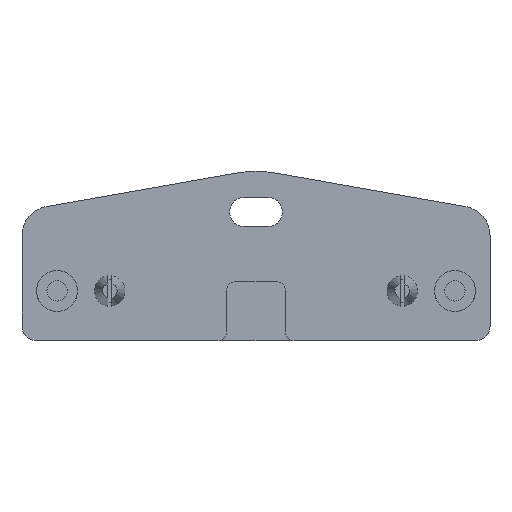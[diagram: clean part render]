
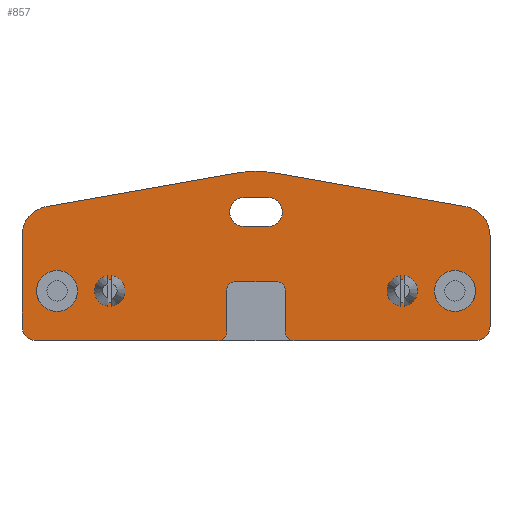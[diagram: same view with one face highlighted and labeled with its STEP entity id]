
A CAD part, top view. The second image highlights one B-rep face of the part: STEP entity #857.
In plain terms, the highlighted planar face has unit normal (0, 0, 1).
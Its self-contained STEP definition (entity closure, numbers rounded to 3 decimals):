
#27=FACE_BOUND('',#133,.T.);
#28=FACE_BOUND('',#134,.T.);
#29=FACE_BOUND('',#135,.T.);
#30=FACE_BOUND('',#136,.T.);
#31=FACE_BOUND('',#137,.T.);
#45=PLANE('',#919);
#80=FACE_OUTER_BOUND('',#132,.T.);
#132=EDGE_LOOP('',(#620,#621,#622,#623,#624,#625,#626,#627,#628,#629,#630,
#631,#632,#633,#634,#635,#636,#637));
#133=EDGE_LOOP('',(#638,#639,#640,#641));
#134=EDGE_LOOP('',(#642));
#135=EDGE_LOOP('',(#643));
#136=EDGE_LOOP('',(#644));
#137=EDGE_LOOP('',(#645));
#192=LINE('',#1285,#260);
#196=LINE('',#1297,#264);
#200=LINE('',#1309,#268);
#205=LINE('',#1323,#273);
#206=LINE('',#1327,#274);
#207=LINE('',#1331,#275);
#208=LINE('',#1335,#276);
#209=LINE('',#1339,#277);
#210=LINE('',#1342,#278);
#211=LINE('',#1345,#279);
#212=LINE('',#1349,#280);
#260=VECTOR('',#1015,10.);
#264=VECTOR('',#1027,10.);
#268=VECTOR('',#1039,10.);
#273=VECTOR('',#1054,10.);
#274=VECTOR('',#1057,10.);
#275=VECTOR('',#1060,10.);
#276=VECTOR('',#1063,10.);
#277=VECTOR('',#1066,10.);
#278=VECTOR('',#1069,10.);
#279=VECTOR('',#1070,10.);
#280=VECTOR('',#1073,10.);
#326=CIRCLE('',#904,1.5);
#328=CIRCLE('',#908,1.5);
#330=CIRCLE('',#912,1.5);
#332=CIRCLE('',#916,1.5);
#334=CIRCLE('',#920,2.5);
#335=CIRCLE('',#921,5.);
#336=CIRCLE('',#922,16.114);
#337=CIRCLE('',#923,5.);
#338=CIRCLE('',#924,2.5);
#339=CIRCLE('',#925,2.5);
#340=CIRCLE('',#926,2.5);
#341=CIRCLE('',#927,3.5);
#342=CIRCLE('',#928,3.5);
#343=CIRCLE('',#929,2.);
#344=CIRCLE('',#930,2.);
#374=VERTEX_POINT('',#1275);
#375=VERTEX_POINT('',#1276);
#378=VERTEX_POINT('',#1284);
#380=VERTEX_POINT('',#1290);
#382=VERTEX_POINT('',#1296);
#384=VERTEX_POINT('',#1302);
#386=VERTEX_POINT('',#1308);
#388=VERTEX_POINT('',#1314);
#390=VERTEX_POINT('',#1322);
#391=VERTEX_POINT('',#1324);
#392=VERTEX_POINT('',#1326);
#393=VERTEX_POINT('',#1328);
#394=VERTEX_POINT('',#1330);
#395=VERTEX_POINT('',#1332);
#396=VERTEX_POINT('',#1334);
#397=VERTEX_POINT('',#1336);
#398=VERTEX_POINT('',#1338);
#399=VERTEX_POINT('',#1340);
#400=VERTEX_POINT('',#1343);
#401=VERTEX_POINT('',#1344);
#402=VERTEX_POINT('',#1346);
#403=VERTEX_POINT('',#1348);
#404=VERTEX_POINT('',#1351);
#405=VERTEX_POINT('',#1353);
#406=VERTEX_POINT('',#1355);
#407=VERTEX_POINT('',#1357);
#460=EDGE_CURVE('',#374,#375,#326,.T.);
#464=EDGE_CURVE('',#378,#374,#192,.T.);
#467=EDGE_CURVE('',#380,#378,#328,.T.);
#470=EDGE_CURVE('',#382,#380,#196,.T.);
#473=EDGE_CURVE('',#384,#382,#330,.T.);
#476=EDGE_CURVE('',#386,#384,#200,.T.);
#479=EDGE_CURVE('',#388,#386,#332,.T.);
#483=EDGE_CURVE('',#375,#390,#205,.T.);
#484=EDGE_CURVE('',#390,#391,#334,.T.);
#485=EDGE_CURVE('',#391,#392,#206,.T.);
#486=EDGE_CURVE('',#392,#393,#335,.T.);
#487=EDGE_CURVE('',#393,#394,#207,.T.);
#488=EDGE_CURVE('',#394,#395,#336,.T.);
#489=EDGE_CURVE('',#395,#396,#208,.T.);
#490=EDGE_CURVE('',#396,#397,#337,.T.);
#491=EDGE_CURVE('',#397,#398,#209,.T.);
#492=EDGE_CURVE('',#398,#399,#338,.T.);
#493=EDGE_CURVE('',#399,#388,#210,.T.);
#494=EDGE_CURVE('',#400,#401,#211,.T.);
#495=EDGE_CURVE('',#401,#402,#339,.T.);
#496=EDGE_CURVE('',#402,#403,#212,.T.);
#497=EDGE_CURVE('',#403,#400,#340,.T.);
#498=EDGE_CURVE('',#404,#404,#341,.T.);
#499=EDGE_CURVE('',#405,#405,#342,.T.);
#500=EDGE_CURVE('',#406,#406,#343,.T.);
#501=EDGE_CURVE('',#407,#407,#344,.T.);
#620=ORIENTED_EDGE('',*,*,#479,.T.);
#621=ORIENTED_EDGE('',*,*,#476,.T.);
#622=ORIENTED_EDGE('',*,*,#473,.T.);
#623=ORIENTED_EDGE('',*,*,#470,.T.);
#624=ORIENTED_EDGE('',*,*,#467,.T.);
#625=ORIENTED_EDGE('',*,*,#464,.T.);
#626=ORIENTED_EDGE('',*,*,#460,.T.);
#627=ORIENTED_EDGE('',*,*,#483,.T.);
#628=ORIENTED_EDGE('',*,*,#484,.T.);
#629=ORIENTED_EDGE('',*,*,#485,.T.);
#630=ORIENTED_EDGE('',*,*,#486,.T.);
#631=ORIENTED_EDGE('',*,*,#487,.T.);
#632=ORIENTED_EDGE('',*,*,#488,.T.);
#633=ORIENTED_EDGE('',*,*,#489,.T.);
#634=ORIENTED_EDGE('',*,*,#490,.T.);
#635=ORIENTED_EDGE('',*,*,#491,.T.);
#636=ORIENTED_EDGE('',*,*,#492,.T.);
#637=ORIENTED_EDGE('',*,*,#493,.T.);
#638=ORIENTED_EDGE('',*,*,#494,.T.);
#639=ORIENTED_EDGE('',*,*,#495,.T.);
#640=ORIENTED_EDGE('',*,*,#496,.T.);
#641=ORIENTED_EDGE('',*,*,#497,.T.);
#642=ORIENTED_EDGE('',*,*,#498,.T.);
#643=ORIENTED_EDGE('',*,*,#499,.T.);
#644=ORIENTED_EDGE('',*,*,#500,.T.);
#645=ORIENTED_EDGE('',*,*,#501,.T.);
#857=ADVANCED_FACE('',(#80,#27,#28,#29,#30,#31),#45,.T.);
#904=AXIS2_PLACEMENT_3D('',#1277,#1007,#1008);
#908=AXIS2_PLACEMENT_3D('',#1291,#1020,#1021);
#912=AXIS2_PLACEMENT_3D('',#1303,#1032,#1033);
#916=AXIS2_PLACEMENT_3D('',#1315,#1044,#1045);
#919=AXIS2_PLACEMENT_3D('',#1321,#1052,#1053);
#920=AXIS2_PLACEMENT_3D('',#1325,#1055,#1056);
#921=AXIS2_PLACEMENT_3D('',#1329,#1058,#1059);
#922=AXIS2_PLACEMENT_3D('',#1333,#1061,#1062);
#923=AXIS2_PLACEMENT_3D('',#1337,#1064,#1065);
#924=AXIS2_PLACEMENT_3D('',#1341,#1067,#1068);
#925=AXIS2_PLACEMENT_3D('',#1347,#1071,#1072);
#926=AXIS2_PLACEMENT_3D('',#1350,#1074,#1075);
#927=AXIS2_PLACEMENT_3D('',#1352,#1076,#1077);
#928=AXIS2_PLACEMENT_3D('',#1354,#1078,#1079);
#929=AXIS2_PLACEMENT_3D('',#1356,#1080,#1081);
#930=AXIS2_PLACEMENT_3D('',#1358,#1082,#1083);
#1007=DIRECTION('center_axis',(0.,0.,1.));
#1008=DIRECTION('ref_axis',(1.,0.,0.));
#1015=DIRECTION('',(0.,-1.,0.));
#1020=DIRECTION('center_axis',(0.,0.,-1.));
#1021=DIRECTION('ref_axis',(1.,0.,0.));
#1027=DIRECTION('',(1.,0.,0.));
#1032=DIRECTION('center_axis',(0.,0.,-1.));
#1033=DIRECTION('ref_axis',(0.,1.,0.));
#1039=DIRECTION('',(0.,1.,0.));
#1044=DIRECTION('center_axis',(0.,0.,1.));
#1045=DIRECTION('ref_axis',(0.,1.,0.));
#1052=DIRECTION('center_axis',(0.,0.,1.));
#1053=DIRECTION('ref_axis',(1.,0.,0.));
#1054=DIRECTION('',(1.,0.,0.));
#1055=DIRECTION('center_axis',(0.,0.,1.));
#1056=DIRECTION('ref_axis',(0.,-1.,0.));
#1057=DIRECTION('',(0.,1.,0.));
#1058=DIRECTION('center_axis',(0.,0.,1.));
#1059=DIRECTION('ref_axis',(1.,0.,0.));
#1060=DIRECTION('',(-0.985,0.174,0.));
#1061=DIRECTION('center_axis',(0.,0.,1.));
#1062=DIRECTION('ref_axis',(0.174,0.985,0.));
#1063=DIRECTION('',(-0.985,-0.174,0.));
#1064=DIRECTION('center_axis',(0.,0.,1.));
#1065=DIRECTION('ref_axis',(-0.174,0.985,0.));
#1066=DIRECTION('',(0.,-1.,0.));
#1067=DIRECTION('center_axis',(0.,0.,1.));
#1068=DIRECTION('ref_axis',(-1.,0.,0.));
#1069=DIRECTION('',(1.,0.,0.));
#1070=DIRECTION('',(1.,0.,0.));
#1071=DIRECTION('center_axis',(0.,0.,-1.));
#1072=DIRECTION('ref_axis',(0.,-1.,0.));
#1073=DIRECTION('',(-1.,0.,0.));
#1074=DIRECTION('center_axis',(0.,0.,-1.));
#1075=DIRECTION('ref_axis',(0.,1.,0.));
#1076=DIRECTION('center_axis',(0.,0.,-1.));
#1077=DIRECTION('ref_axis',(-1.,0.,0.));
#1078=DIRECTION('center_axis',(0.,0.,-1.));
#1079=DIRECTION('ref_axis',(-1.,0.,0.));
#1080=DIRECTION('center_axis',(0.,0.,-1.));
#1081=DIRECTION('ref_axis',(-1.,0.,0.));
#1082=DIRECTION('center_axis',(0.,0.,-1.));
#1083=DIRECTION('ref_axis',(-1.,0.,0.));
#1275=CARTESIAN_POINT('',(5.,1.5,3.));
#1276=CARTESIAN_POINT('',(6.5,0.,3.));
#1277=CARTESIAN_POINT('Origin',(6.5,1.5,3.));
#1284=CARTESIAN_POINT('',(5.,8.6,3.));
#1285=CARTESIAN_POINT('',(5.,10.494,3.));
#1290=CARTESIAN_POINT('',(3.5,10.1,3.));
#1291=CARTESIAN_POINT('Origin',(3.5,8.6,3.));
#1296=CARTESIAN_POINT('',(-3.5,10.1,3.));
#1297=CARTESIAN_POINT('',(-1.75,10.1,3.));
#1302=CARTESIAN_POINT('',(-5.,8.6,3.));
#1303=CARTESIAN_POINT('Origin',(-3.5,8.6,3.));
#1308=CARTESIAN_POINT('',(-5.,1.5,3.));
#1309=CARTESIAN_POINT('',(-5.,6.944,3.));
#1314=CARTESIAN_POINT('',(-6.5,0.,3.));
#1315=CARTESIAN_POINT('Origin',(-6.5,1.5,3.));
#1321=CARTESIAN_POINT('Origin',(0.,12.388,
3.));
#1322=CARTESIAN_POINT('',(37.5,0.,3.));
#1323=CARTESIAN_POINT('',(-37.5,0.,3.));
#1324=CARTESIAN_POINT('',(40.,2.5,3.));
#1325=CARTESIAN_POINT('Origin',(37.5,2.5,3.));
#1326=CARTESIAN_POINT('',(40.,18.,3.));
#1327=CARTESIAN_POINT('',(40.,2.5,3.));
#1328=CARTESIAN_POINT('',(35.868,22.924,3.));
#1329=CARTESIAN_POINT('Origin',(35.,18.,3.));
#1330=CARTESIAN_POINT('',(2.798,28.755,3.));
#1331=CARTESIAN_POINT('',(35.868,22.924,3.));
#1332=CARTESIAN_POINT('',(-2.798,28.755,3.));
#1333=CARTESIAN_POINT('Origin',(0.,12.886,3.));
#1334=CARTESIAN_POINT('',(-35.868,22.924,3.));
#1335=CARTESIAN_POINT('',(-2.798,28.755,3.));
#1336=CARTESIAN_POINT('',(-40.,18.,3.));
#1337=CARTESIAN_POINT('Origin',(-35.,18.,3.));
#1338=CARTESIAN_POINT('',(-40.,2.5,3.));
#1339=CARTESIAN_POINT('',(-40.,18.,3.));
#1340=CARTESIAN_POINT('',(-37.5,0.,3.));
#1341=CARTESIAN_POINT('Origin',(-37.5,2.5,3.));
#1342=CARTESIAN_POINT('',(-37.5,0.,3.));
#1343=CARTESIAN_POINT('',(-2.,24.5,3.));
#1344=CARTESIAN_POINT('',(2.,24.5,3.));
#1345=CARTESIAN_POINT('',(1.,24.5,3.));
#1346=CARTESIAN_POINT('',(2.,19.5,3.));
#1347=CARTESIAN_POINT('Origin',(2.,22.,3.));
#1348=CARTESIAN_POINT('',(-2.,19.5,3.));
#1349=CARTESIAN_POINT('',(-1.,19.5,3.));
#1350=CARTESIAN_POINT('Origin',(-2.,22.,3.));
#1351=CARTESIAN_POINT('',(37.5,8.5,3.));
#1352=CARTESIAN_POINT('Origin',(34.,8.5,3.));
#1353=CARTESIAN_POINT('',(-30.5,8.5,3.));
#1354=CARTESIAN_POINT('Origin',(-34.,8.5,3.));
#1355=CARTESIAN_POINT('',(27.,8.5,3.));
#1356=CARTESIAN_POINT('Origin',(25.,8.5,3.));
#1357=CARTESIAN_POINT('',(-23.,8.5,3.));
#1358=CARTESIAN_POINT('Origin',(-25.,8.5,3.));
